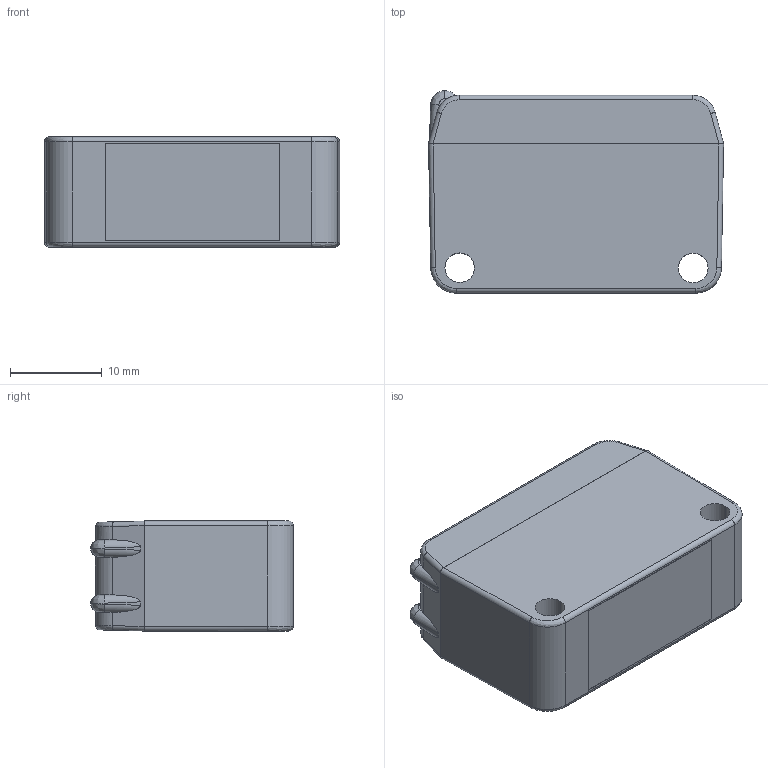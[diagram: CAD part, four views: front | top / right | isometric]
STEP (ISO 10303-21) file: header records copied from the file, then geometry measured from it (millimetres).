
FILE_DESCRIPTION (( 'STEP AP203' ), '1' );
FILE_NAME ('D61-0713.STEP', '2022-07-13T11:34:23', ( '' ), ( '' ), 'SwSTEP 2.0', 'SolidWorks 2018', '' );
FILE_SCHEMA (( 'CONFIG_CONTROL_DESIGN' ));
Length unit declared in the file: millimetre
Products named in the file (8): MANIFOLD_SOLID_BREP_121.stp; D61-C; MANIFOLD_SOLID_BREP_130.stp; MANIFOLD_SOLID_BREP_119.stp; D61-B01; D61-A; D61-D; D61-0713
Assembly tree (7 placements, depth 3):
  D61-0713
    D61-A
      MANIFOLD_SOLID_BREP_119.stp
    D61-B01
    D61-C
      MANIFOLD_SOLID_BREP_130.stp
    D61-D
      MANIFOLD_SOLID_BREP_121.stp
Bounding box: 32.14 x 22.03 x 11.99 mm (x, y, z)
Volume: 2890.7 mm3; surface area: 5742.4 mm2
Topology: 4 solids, 4 shells, 495 faces, 1420 edges, 935 vertices
Faces by surface type: plane 350, cylinder 115, bspline 26, cone 4
Entity records: 21447 total; most frequent: CARTESIAN_POINT 8593, ORIENTED_EDGE 2840, DIRECTION 1989, EDGE_CURVE 1420, VERTEX_POINT 935, VECTOR 925, LINE 925, AXIS2_PLACEMENT_3D 532
